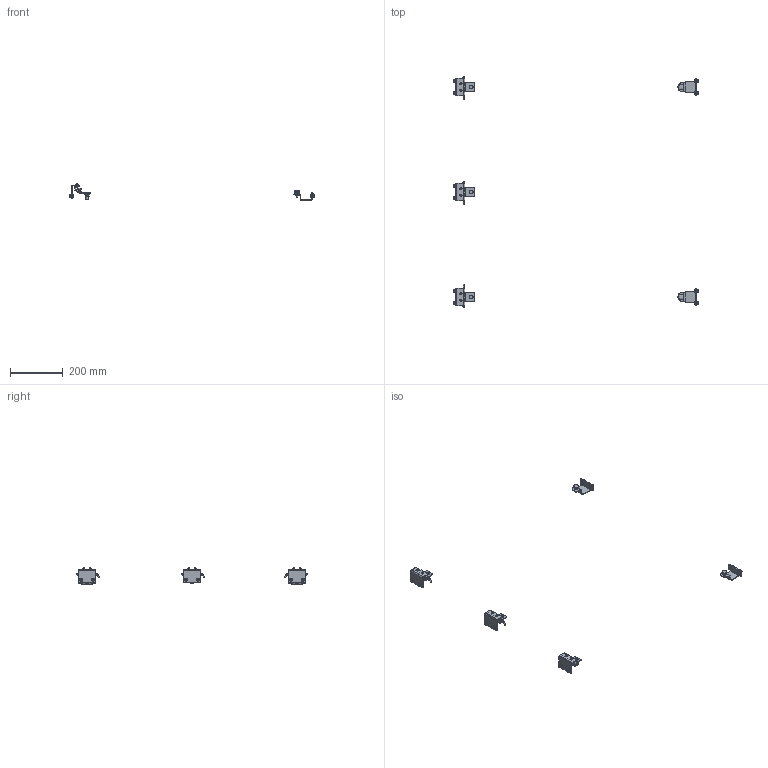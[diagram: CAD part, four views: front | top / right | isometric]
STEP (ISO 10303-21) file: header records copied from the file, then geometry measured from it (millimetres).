
FILE_DESCRIPTION (( 'STEP AP203' ), '1' );
FILE_NAME ('SCE-NADFK-3.step', '2021-01-08T15:56:38', ( 'ADC123' ), ( 'Microsoft' ), 'SwSTEP 2.0', 'SolidWorks 2019', '' );
FILE_SCHEMA (( 'CONFIG_CONTROL_DESIGN' ));
Products named in the file (1): SCE-NADFK-3
Bounding box: 929.45 x 871.47 x 61.65 mm (x, y, z)
Volume: 144300.5 mm3; surface area: 121874.9 mm2
Topology: 79 solids, 79 shells, 5084 faces, 14238 edges, 9151 vertices
Faces by surface type: plane 2610, cylinder 1498, bspline 773, cone 194, torus 9
Full cylindrical faces by diameter (mm): 3.962 x3, 4.318 x6, 4.775 x2, 4.826 x8, 4.978 x9, 5.08 x6, 5.283 x6, 6.299 x10, 6.325 x18, 6.35 x38, 8.636 x8, 9.322 x3, 9.347 x2, 9.474 x3, 9.525 x3, 11.125 x2, 12.446 x10, 12.497 x10, 12.7 x10, 14.732 x3, 15.824 x2
Entity records: 191002 total; most frequent: CARTESIAN_POINT 72993, ORIENTED_EDGE 27124, DIRECTION 20726, EDGE_CURVE 13562, VERTEX_POINT 9035, AXIS2_PLACEMENT_3D 7658, EDGE_LOOP 5643, VECTOR 5410
